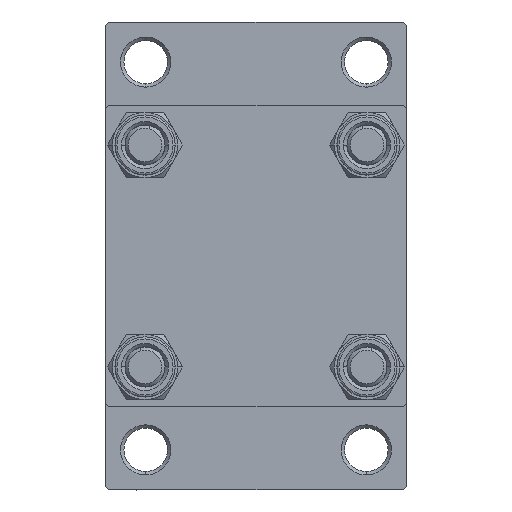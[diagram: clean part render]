
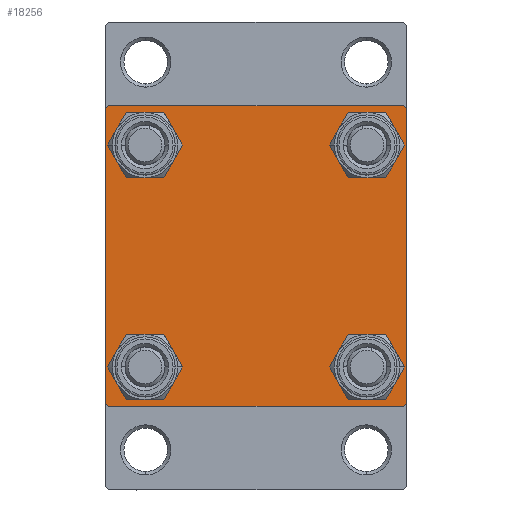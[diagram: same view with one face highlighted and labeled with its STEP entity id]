
A CAD part, left-side view. The second image highlights one B-rep face of the part: STEP entity #18256.
In plain terms, the highlighted planar face has unit normal (-1, 0, 0).
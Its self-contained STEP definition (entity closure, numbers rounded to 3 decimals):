
#63 = EDGE_CURVE ( 'NONE', #10447, #19074, #45526, .T. ) ;
#224 = EDGE_LOOP ( 'NONE', ( #30465, #1369 ) ) ;
#1369 = ORIENTED_EDGE ( 'NONE', *, *, #36835, .T. ) ;
#1609 = ORIENTED_EDGE ( 'NONE', *, *, #35227, .F. ) ;
#1697 = DIRECTION ( 'NONE',  ( 0., 0., 1. ) ) ;
#1700 = ORIENTED_EDGE ( 'NONE', *, *, #36606, .T. ) ;
#2058 = CARTESIAN_POINT ( 'NONE',  ( 0., 22.5, 22.5 ) ) ;
#2204 = CIRCLE ( 'NONE', #2965, 3.5 ) ;
#2965 = AXIS2_PLACEMENT_3D ( 'NONE', #27928, #42519, #23853 ) ;
#3194 = VECTOR ( 'NONE', #27317, 1000. ) ;
#3320 = AXIS2_PLACEMENT_3D ( 'NONE', #38769, #16523, #16045 ) ;
#3886 = VERTEX_POINT ( 'NONE', #37602 ) ;
#4046 = CARTESIAN_POINT ( 'NONE',  ( 0., 22.5, -22. ) ) ;
#4169 = ORIENTED_EDGE ( 'NONE', *, *, #63, .T. ) ;
#4641 = EDGE_CURVE ( 'NONE', #10146, #29080, #2204, .T. ) ;
#4848 = CARTESIAN_POINT ( 'NONE',  ( 0., 16.6, 20.1 ) ) ;
#5238 = EDGE_CURVE ( 'NONE', #26430, #10447, #33650, .T. ) ;
#6013 = LINE ( 'NONE', #16282, #9403 ) ;
#6122 = CARTESIAN_POINT ( 'NONE',  ( 0., -16.6, -13.1 ) ) ;
#6243 = CARTESIAN_POINT ( 'NONE',  ( 0., 22.25, 22.25 ) ) ;
#6651 = CARTESIAN_POINT ( 'NONE',  ( 0., 16.6, -16.6 ) ) ;
#6854 = CARTESIAN_POINT ( 'NONE',  ( 0., 22.5, 22.5 ) ) ;
#6886 = DIRECTION ( 'NONE',  ( 0., 0., 1. ) ) ;
#7131 = AXIS2_PLACEMENT_3D ( 'NONE', #6651, #18327, #6886 ) ;
#7407 = AXIS2_PLACEMENT_3D ( 'NONE', #17630, #39648, #46147 ) ;
#8051 = VERTEX_POINT ( 'NONE', #12335 ) ;
#8672 = CARTESIAN_POINT ( 'NONE',  ( 0., -22.5, 22. ) ) ;
#8749 = LINE ( 'NONE', #2058, #29533 ) ;
#9118 = LINE ( 'NONE', #6243, #3194 ) ;
#9200 = DIRECTION ( 'NONE',  ( 0., 0., -1. ) ) ;
#9403 = VECTOR ( 'NONE', #31117, 1000. ) ;
#9676 = AXIS2_PLACEMENT_3D ( 'NONE', #14034, #32469, #25294 ) ;
#10146 = VERTEX_POINT ( 'NONE', #14075 ) ;
#10183 = LINE ( 'NONE', #6854, #12388 ) ;
#10351 = CARTESIAN_POINT ( 'NONE',  ( 0., -16.6, 13.1 ) ) ;
#10366 = LINE ( 'NONE', #24744, #43700 ) ;
#10447 = VERTEX_POINT ( 'NONE', #29724 ) ;
#10460 = CARTESIAN_POINT ( 'NONE',  ( 0., 16.6, -20.1 ) ) ;
#11167 = DIRECTION ( 'NONE',  ( 0., -1., 0. ) ) ;
#11277 = CARTESIAN_POINT ( 'NONE',  ( 0., 22., -22.5 ) ) ;
#11394 = ORIENTED_EDGE ( 'NONE', *, *, #33234, .T. ) ;
#12047 = EDGE_LOOP ( 'NONE', ( #36115, #30075 ) ) ;
#12335 = CARTESIAN_POINT ( 'NONE',  ( 0., -16.6, -20.1 ) ) ;
#12388 = VECTOR ( 'NONE', #47301, 1000. ) ;
#13451 = CARTESIAN_POINT ( 'NONE',  ( 0., -22.5, -22. ) ) ;
#13713 = ORIENTED_EDGE ( 'NONE', *, *, #14324, .F. ) ;
#13883 = FACE_OUTER_BOUND ( 'NONE', #39106, .T. ) ;
#14034 = CARTESIAN_POINT ( 'NONE',  ( 0., -16.6, -16.6 ) ) ;
#14075 = CARTESIAN_POINT ( 'NONE',  ( 0., 16.6, -13.1 ) ) ;
#14324 = EDGE_CURVE ( 'NONE', #15304, #19074, #37903, .T. ) ;
#15202 = VECTOR ( 'NONE', #11167, 1000. ) ;
#15273 = VERTEX_POINT ( 'NONE', #4848 ) ;
#15304 = VERTEX_POINT ( 'NONE', #8672 ) ;
#16045 = DIRECTION ( 'NONE',  ( 0., 0., 1. ) ) ;
#16267 = CIRCLE ( 'NONE', #3320, 3.5 ) ;
#16282 = CARTESIAN_POINT ( 'NONE',  ( 0., 22.25, -22.25 ) ) ;
#16523 = DIRECTION ( 'NONE',  ( 1., 0., 0. ) ) ;
#16531 = CARTESIAN_POINT ( 'NONE',  ( 0., -16.6, 16.6 ) ) ;
#17630 = CARTESIAN_POINT ( 'NONE',  ( 0., 16.6, 16.6 ) ) ;
#17946 = PLANE ( 'NONE',  #20332 ) ;
#18256 = ADVANCED_FACE ( 'NONE', ( #39492, #47184, #25386, #40194, #13883 ), #17946, .T. ) ;
#18327 = DIRECTION ( 'NONE',  ( 1., 0., 0. ) ) ;
#19074 = VERTEX_POINT ( 'NONE', #13451 ) ;
#20332 = AXIS2_PLACEMENT_3D ( 'NONE', #32313, #28726, #44039 ) ;
#21000 = CARTESIAN_POINT ( 'NONE',  ( 0., -16.6, -16.6 ) ) ;
#21517 = CIRCLE ( 'NONE', #28430, 3.5 ) ;
#22889 = ORIENTED_EDGE ( 'NONE', *, *, #40917, .T. ) ;
#23176 = ORIENTED_EDGE ( 'NONE', *, *, #5238, .T. ) ;
#23442 = VECTOR ( 'NONE', #31365, 1000. ) ;
#23722 = CARTESIAN_POINT ( 'NONE',  ( 0., -22.25, -22.25 ) ) ;
#23853 = DIRECTION ( 'NONE',  ( 0., 0., 1. ) ) ;
#24191 = EDGE_CURVE ( 'NONE', #3886, #33758, #8749, .T. ) ;
#24193 = EDGE_LOOP ( 'NONE', ( #32447, #47112 ) ) ;
#24744 = CARTESIAN_POINT ( 'NONE',  ( 0., -22.25, 22.25 ) ) ;
#25093 = ORIENTED_EDGE ( 'NONE', *, *, #24191, .T. ) ;
#25294 = DIRECTION ( 'NONE',  ( 0., 0., 1. ) ) ;
#25386 = FACE_BOUND ( 'NONE', #24193, .T. ) ;
#25742 = CIRCLE ( 'NONE', #7407, 3.5 ) ;
#26430 = VERTEX_POINT ( 'NONE', #11277 ) ;
#26605 = DIRECTION ( 'NONE',  ( 1., 0., 0. ) ) ;
#26959 = VERTEX_POINT ( 'NONE', #35079 ) ;
#27130 = CIRCLE ( 'NONE', #28672, 3.5 ) ;
#27317 = DIRECTION ( 'NONE',  ( 0., 0.707, -0.707 ) ) ;
#27405 = VERTEX_POINT ( 'NONE', #44549 ) ;
#27458 = EDGE_CURVE ( 'NONE', #40629, #41621, #27130, .T. ) ;
#27647 = DIRECTION ( 'NONE',  ( 0., 0., -1. ) ) ;
#27928 = CARTESIAN_POINT ( 'NONE',  ( 0., 16.6, -16.6 ) ) ;
#28241 = VERTEX_POINT ( 'NONE', #39930 ) ;
#28430 = AXIS2_PLACEMENT_3D ( 'NONE', #43571, #35690, #36388 ) ;
#28672 = AXIS2_PLACEMENT_3D ( 'NONE', #16531, #26605, #45038 ) ;
#28726 = DIRECTION ( 'NONE',  ( -1., 0., 0. ) ) ;
#29080 = VERTEX_POINT ( 'NONE', #10460 ) ;
#29091 = EDGE_CURVE ( 'NONE', #15273, #26959, #25742, .T. ) ;
#29286 = VERTEX_POINT ( 'NONE', #6122 ) ;
#29533 = VECTOR ( 'NONE', #27647, 1000. ) ;
#29724 = CARTESIAN_POINT ( 'NONE',  ( 0., -22., -22.5 ) ) ;
#30075 = ORIENTED_EDGE ( 'NONE', *, *, #39653, .T. ) ;
#30465 = ORIENTED_EDGE ( 'NONE', *, *, #27458, .T. ) ;
#30834 = EDGE_CURVE ( 'NONE', #29080, #10146, #44541, .T. ) ;
#31117 = DIRECTION ( 'NONE',  ( 0., -0.707, -0.707 ) ) ;
#31365 = DIRECTION ( 'NONE',  ( 0., -0.707, 0.707 ) ) ;
#31566 = ORIENTED_EDGE ( 'NONE', *, *, #39668, .T. ) ;
#31757 = CARTESIAN_POINT ( 'NONE',  ( 0., -16.6, 20.1 ) ) ;
#32313 = CARTESIAN_POINT ( 'NONE',  ( 0., 0., 0. ) ) ;
#32447 = ORIENTED_EDGE ( 'NONE', *, *, #4641, .T. ) ;
#32469 = DIRECTION ( 'NONE',  ( 1., 0., 0. ) ) ;
#33234 = EDGE_CURVE ( 'NONE', #8051, #29286, #40203, .T. ) ;
#33650 = LINE ( 'NONE', #43972, #15202 ) ;
#33758 = VERTEX_POINT ( 'NONE', #4046 ) ;
#33774 = AXIS2_PLACEMENT_3D ( 'NONE', #21000, #35371, #1697 ) ;
#34328 = CARTESIAN_POINT ( 'NONE',  ( 0., -22.5, 22.5 ) ) ;
#35079 = CARTESIAN_POINT ( 'NONE',  ( 0., 16.6, 13.1 ) ) ;
#35227 = EDGE_CURVE ( 'NONE', #28241, #27405, #10183, .T. ) ;
#35371 = DIRECTION ( 'NONE',  ( 1., 0., 0. ) ) ;
#35690 = DIRECTION ( 'NONE',  ( 1., 0., 0. ) ) ;
#35753 = DIRECTION ( 'NONE',  ( 0., 0.707, 0.707 ) ) ;
#36115 = ORIENTED_EDGE ( 'NONE', *, *, #29091, .T. ) ;
#36388 = DIRECTION ( 'NONE',  ( 0., 0., 1. ) ) ;
#36606 = EDGE_CURVE ( 'NONE', #15304, #27405, #10366, .T. ) ;
#36835 = EDGE_CURVE ( 'NONE', #41621, #40629, #21517, .T. ) ;
#37561 = ORIENTED_EDGE ( 'NONE', *, *, #40528, .T. ) ;
#37602 = CARTESIAN_POINT ( 'NONE',  ( 0., 22.5, 22. ) ) ;
#37903 = LINE ( 'NONE', #34328, #38537 ) ;
#38537 = VECTOR ( 'NONE', #9200, 1000. ) ;
#38769 = CARTESIAN_POINT ( 'NONE',  ( 0., 16.6, 16.6 ) ) ;
#38898 = EDGE_LOOP ( 'NONE', ( #22889, #11394 ) ) ;
#39106 = EDGE_LOOP ( 'NONE', ( #25093, #31566, #23176, #4169, #13713, #1700, #1609, #37561 ) ) ;
#39492 = FACE_BOUND ( 'NONE', #224, .T. ) ;
#39648 = DIRECTION ( 'NONE',  ( 1., 0., 0. ) ) ;
#39653 = EDGE_CURVE ( 'NONE', #26959, #15273, #16267, .T. ) ;
#39668 = EDGE_CURVE ( 'NONE', #33758, #26430, #6013, .T. ) ;
#39930 = CARTESIAN_POINT ( 'NONE',  ( 0., 22., 22.5 ) ) ;
#40194 = FACE_BOUND ( 'NONE', #12047, .T. ) ;
#40203 = CIRCLE ( 'NONE', #9676, 3.5 ) ;
#40528 = EDGE_CURVE ( 'NONE', #28241, #3886, #9118, .T. ) ;
#40629 = VERTEX_POINT ( 'NONE', #31757 ) ;
#40917 = EDGE_CURVE ( 'NONE', #29286, #8051, #46788, .T. ) ;
#41621 = VERTEX_POINT ( 'NONE', #10351 ) ;
#42519 = DIRECTION ( 'NONE',  ( 1., 0., 0. ) ) ;
#43571 = CARTESIAN_POINT ( 'NONE',  ( 0., -16.6, 16.6 ) ) ;
#43700 = VECTOR ( 'NONE', #35753, 1000. ) ;
#43972 = CARTESIAN_POINT ( 'NONE',  ( 0., 22.5, -22.5 ) ) ;
#44039 = DIRECTION ( 'NONE',  ( 0., 0., 1. ) ) ;
#44541 = CIRCLE ( 'NONE', #7131, 3.5 ) ;
#44549 = CARTESIAN_POINT ( 'NONE',  ( 0., -22., 22.5 ) ) ;
#45038 = DIRECTION ( 'NONE',  ( 0., 0., 1. ) ) ;
#45526 = LINE ( 'NONE', #23722, #23442 ) ;
#46147 = DIRECTION ( 'NONE',  ( 0., 0., 1. ) ) ;
#46788 = CIRCLE ( 'NONE', #33774, 3.5 ) ;
#47112 = ORIENTED_EDGE ( 'NONE', *, *, #30834, .T. ) ;
#47184 = FACE_BOUND ( 'NONE', #38898, .T. ) ;
#47301 = DIRECTION ( 'NONE',  ( 0., -1., 0. ) ) ;
